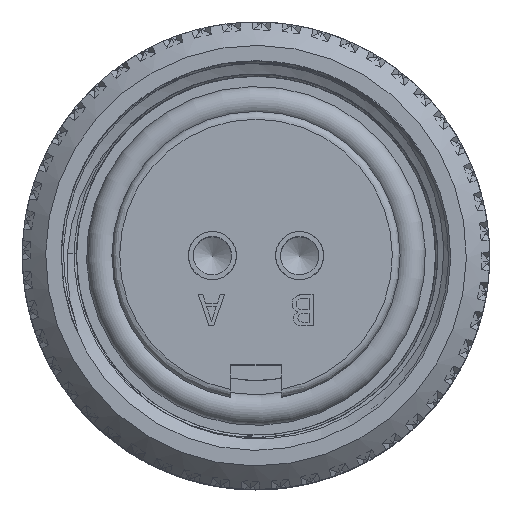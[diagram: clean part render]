
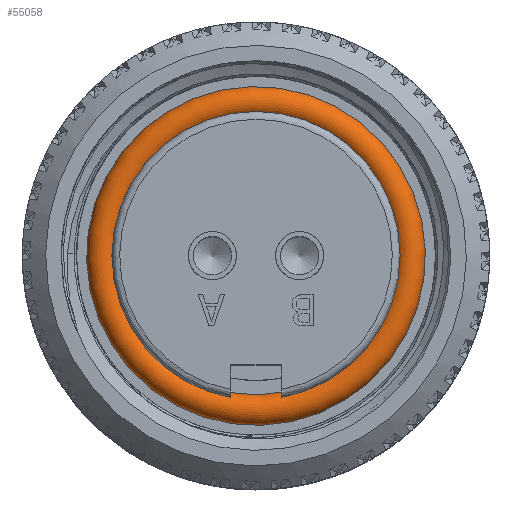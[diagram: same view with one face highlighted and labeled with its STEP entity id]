
A CAD part, top view. The second image highlights one B-rep face of the part: STEP entity #55058.
In plain terms, the highlighted toroidal (fillet/blend) face has major radius 5.025 mm and minor radius 0.5 mm.
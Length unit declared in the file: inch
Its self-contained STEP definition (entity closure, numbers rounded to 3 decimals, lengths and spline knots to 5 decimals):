
#374=TOROIDAL_SURFACE('',#56893,0.19783,0.01969);
#2536=CIRCLE('',#56894,0.01969);
#2537=CIRCLE('',#56895,0.17815);
#6445=FACE_OUTER_BOUND('',#9360,.T.);
#9360=EDGE_LOOP('',(#44775,#44776,#44777,#44778));
#22108=VERTEX_POINT('',#124567);
#29874=EDGE_CURVE('',#22108,#22108,#2536,.T.);
#29875=EDGE_CURVE('',#22108,#22108,#2537,.T.);
#44775=ORIENTED_EDGE('',*,*,#29874,.F.);
#44776=ORIENTED_EDGE('',*,*,#29875,.T.);
#44777=ORIENTED_EDGE('',*,*,#29874,.T.);
#44778=ORIENTED_EDGE('',*,*,#29875,.F.);
#55058=ADVANCED_FACE('',(#6445),#374,.T.);
#56893=AXIS2_PLACEMENT_3D('',#124566,#60104,#60105);
#56894=AXIS2_PLACEMENT_3D('',#124568,#60106,#60107);
#56895=AXIS2_PLACEMENT_3D('',#124569,#60108,#60109);
#60104=DIRECTION('center_axis',(1.,0.,0.));
#60105=DIRECTION('ref_axis',(0.,0.,-1.));
#60106=DIRECTION('center_axis',(0.,-1.,0.));
#60107=DIRECTION('ref_axis',(0.,0.,1.));
#60108=DIRECTION('center_axis',(-1.,0.,0.));
#60109=DIRECTION('ref_axis',(0.,0.,-1.));
#124566=CARTESIAN_POINT('Origin',(0.,0.,0.));
#124567=CARTESIAN_POINT('',(0.,0.,
0.17815));
#124568=CARTESIAN_POINT('Origin',(0.,0.,0.19783));
#124569=CARTESIAN_POINT('Origin',(0.,0.,0.));
